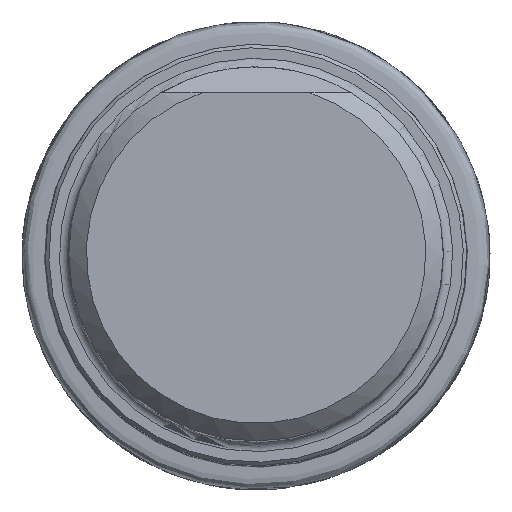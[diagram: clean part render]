
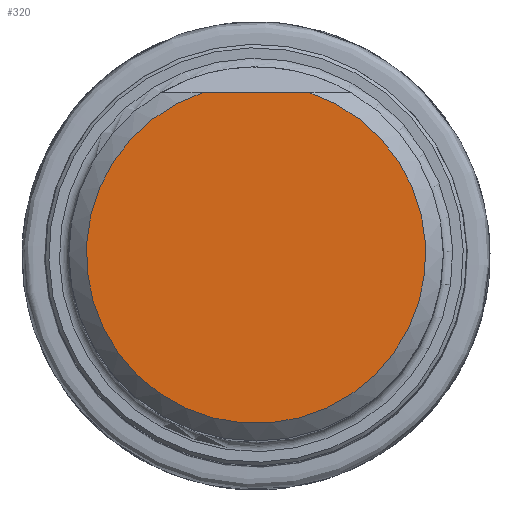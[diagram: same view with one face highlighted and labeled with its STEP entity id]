
A CAD part, top view. The second image highlights one B-rep face of the part: STEP entity #320.
In plain terms, the highlighted planar face has unit normal (0, 0, 1).
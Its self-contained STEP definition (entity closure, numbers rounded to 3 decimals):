
#92=LINE('',#5677,#100);
#100=VECTOR('',#622,1.);
#122=PLANE('',#516);
#129=FACE_OUTER_BOUND('',#170,.T.);
#170=EDGE_LOOP('',(#217,#218));
#217=ORIENTED_EDGE('',*,*,#263,.F.);
#218=ORIENTED_EDGE('',*,*,#264,.T.);
#263=EDGE_CURVE('',#388,#389,#287,.T.);
#264=EDGE_CURVE('',#388,#389,#92,.T.);
#287=CIRCLE('',#515,14.496);
#320=ADVANCED_FACE('',(#129),#122,.F.);
#388=VERTEX_POINT('',#5675);
#389=VERTEX_POINT('',#5676);
#515=AXIS2_PLACEMENT_3D('',#5674,#620,#621);
#516=AXIS2_PLACEMENT_3D('',#5678,#623,#624);
#620=DIRECTION('',(0.,0.,-1.));
#621=DIRECTION('',(-1.,0.,0.));
#622=DIRECTION('',(-1.,0.,0.));
#623=DIRECTION('',(0.,0.,-1.));
#624=DIRECTION('',(-1.,0.,0.));
#5674=CARTESIAN_POINT('',(0.,0.,
0.012));
#5675=CARTESIAN_POINT('',(4.425,13.804,0.012));
#5676=CARTESIAN_POINT('',(-4.425,13.804,0.012));
#5677=CARTESIAN_POINT('',(0.,13.804,0.012));
#5678=CARTESIAN_POINT('',(0.,0.,
0.012));
